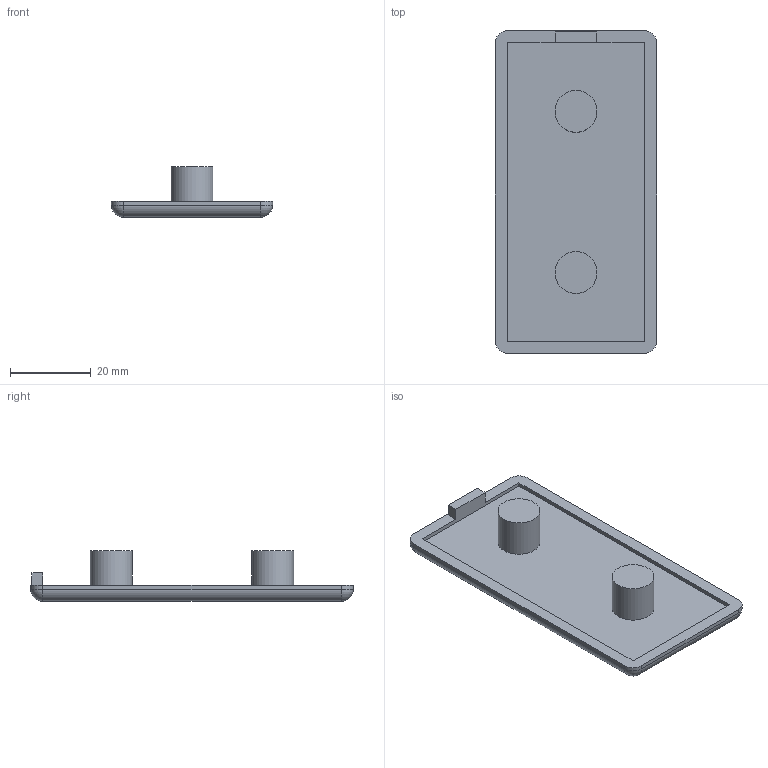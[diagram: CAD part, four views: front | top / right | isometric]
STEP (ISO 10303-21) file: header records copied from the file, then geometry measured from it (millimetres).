
FILE_DESCRIPTION(('STEP AP203'),'1');
FILE_NAME('BASE10B1169.stp','2023-10-13T14:32:43',(' '),(' '),'Spatial InterOp 3D',' ',' ');
FILE_SCHEMA(('CONFIG_CONTROL_DESIGN'));
Length unit declared in the file: millimetre
Products named in the file (1): Embout 10 80x40 noir
Bounding box: 40 x 80 x 12.5 mm (x, y, z)
Volume: 11505.1 mm3; surface area: 7932.3 mm2
Topology: 1 solids, 1 shells, 31 faces, 70 edges, 40 vertices
Faces by surface type: plane 17, cylinder 10, sphere 4
Full cylindrical faces by diameter (mm): 10.4 x2
Entity records: 984 total; most frequent: DIRECTION 148, CARTESIAN_POINT 136, ORIENTED_EDGE 128, EDGE_CURVE 64, AXIS2_PLACEMENT_3D 52, LINE 44, VECTOR 44, VERTEX_POINT 40
